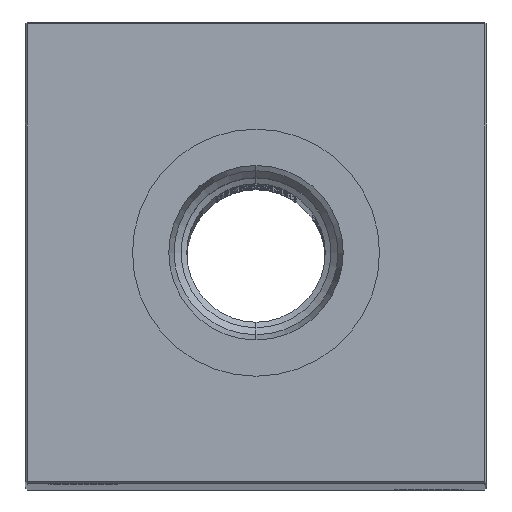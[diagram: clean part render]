
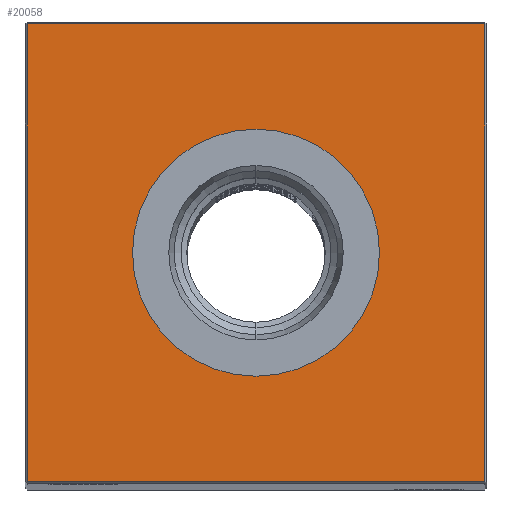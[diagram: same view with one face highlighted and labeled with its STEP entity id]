
A CAD part, top view. The second image highlights one B-rep face of the part: STEP entity #20058.
In plain terms, the highlighted planar face has unit normal (0, 0, 1).
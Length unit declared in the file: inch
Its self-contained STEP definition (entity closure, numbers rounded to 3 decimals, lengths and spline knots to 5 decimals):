
#4478 = CARTESIAN_POINT ( 'NONE',  ( 0., 0.66929, 20.5 ) ) ;
#4606 = FACE_OUTER_BOUND ( 'NONE', #9462, .T. ) ;
#6556 = ORIENTED_EDGE ( 'NONE', *, *, #32288, .T. ) ;
#7116 = DIRECTION ( 'NONE',  ( -1., 0., 0. ) ) ;
#7932 = ORIENTED_EDGE ( 'NONE', *, *, #31297, .T. ) ;
#8169 = VERTEX_POINT ( 'NONE', #4478 ) ;
#8502 = CARTESIAN_POINT ( 'NONE',  ( 0., 1.24, 20.5 ) ) ;
#8878 = ORIENTED_EDGE ( 'NONE', *, *, #19745, .T. ) ;
#9119 = CARTESIAN_POINT ( 'NONE',  ( 0., 0., 20.5 ) ) ;
#9462 = EDGE_LOOP ( 'NONE', ( #6556, #27201, #30057, #7932 ) ) ;
#10717 = VECTOR ( 'NONE', #26902, 39.37008 ) ;
#11389 = CARTESIAN_POINT ( 'NONE',  ( 0., 0., 20.5 ) ) ;
#11556 = PLANE ( 'NONE',  #27499 ) ;
#11614 = AXIS2_PLACEMENT_3D ( 'NONE', #9119, #29166, #7116 ) ;
#11635 = VECTOR ( 'NONE', #12542, 39.37008 ) ;
#11876 = DIRECTION ( 'NONE',  ( -1., 0., 0. ) ) ;
#12100 = EDGE_CURVE ( 'NONE', #17149, #27286, #22969, .T. ) ;
#12232 = EDGE_LOOP ( 'NONE', ( #25422, #8878 ) ) ;
#12540 = DIRECTION ( 'NONE',  ( 1., 0., 0. ) ) ;
#12542 = DIRECTION ( 'NONE',  ( 0., 1., 0. ) ) ;
#12560 = VERTEX_POINT ( 'NONE', #19722 ) ;
#14432 = AXIS2_PLACEMENT_3D ( 'NONE', #23635, #31237, #18676 ) ;
#14687 = CARTESIAN_POINT ( 'NONE',  ( -1.24, -1.24, 20.5 ) ) ;
#14794 = CIRCLE ( 'NONE', #11614, 0.66929 ) ;
#15358 = CARTESIAN_POINT ( 'NONE',  ( 0., -1.24, 20.5 ) ) ;
#15732 = EDGE_CURVE ( 'NONE', #27286, #17379, #32573, .T. ) ;
#16703 = FACE_BOUND ( 'NONE', #12232, .T. ) ;
#17149 = VERTEX_POINT ( 'NONE', #14687 ) ;
#17379 = VERTEX_POINT ( 'NONE', #18327 ) ;
#17692 = CARTESIAN_POINT ( 'NONE',  ( 1.24, 0., 20.5 ) ) ;
#18327 = CARTESIAN_POINT ( 'NONE',  ( 1.24, 1.24, 20.5 ) ) ;
#18676 = DIRECTION ( 'NONE',  ( -1., 0., 0. ) ) ;
#18915 = CARTESIAN_POINT ( 'NONE',  ( 0., -0.66929, 20.5 ) ) ;
#19722 = CARTESIAN_POINT ( 'NONE',  ( -1.24, 1.24, 20.5 ) ) ;
#19745 = EDGE_CURVE ( 'NONE', #24456, #8169, #14794, .T. ) ;
#20058 = ADVANCED_FACE ( 'NONE', ( #4606, #16703 ), #11556, .F. ) ;
#21005 = VECTOR ( 'NONE', #12540, 39.37008 ) ;
#21995 = DIRECTION ( 'NONE',  ( 0., 0., -1. ) ) ;
#22969 = LINE ( 'NONE', #15358, #21005 ) ;
#23635 = CARTESIAN_POINT ( 'NONE',  ( 0., 0., 20.5 ) ) ;
#24456 = VERTEX_POINT ( 'NONE', #18915 ) ;
#25422 = ORIENTED_EDGE ( 'NONE', *, *, #31794, .T. ) ;
#26029 = VECTOR ( 'NONE', #32329, 39.37008 ) ;
#26902 = DIRECTION ( 'NONE',  ( -1., 0., 0. ) ) ;
#27201 = ORIENTED_EDGE ( 'NONE', *, *, #12100, .T. ) ;
#27272 = CARTESIAN_POINT ( 'NONE',  ( 1.24, -1.24, 20.5 ) ) ;
#27286 = VERTEX_POINT ( 'NONE', #27272 ) ;
#27388 = LINE ( 'NONE', #32170, #26029 ) ;
#27499 = AXIS2_PLACEMENT_3D ( 'NONE', #11389, #21995, #11876 ) ;
#28713 = CIRCLE ( 'NONE', #14432, 0.66929 ) ;
#29166 = DIRECTION ( 'NONE',  ( 0., 0., -1. ) ) ;
#30057 = ORIENTED_EDGE ( 'NONE', *, *, #15732, .T. ) ;
#31184 = LINE ( 'NONE', #8502, #10717 ) ;
#31237 = DIRECTION ( 'NONE',  ( 0., 0., -1. ) ) ;
#31297 = EDGE_CURVE ( 'NONE', #17379, #12560, #31184, .T. ) ;
#31794 = EDGE_CURVE ( 'NONE', #8169, #24456, #28713, .T. ) ;
#32170 = CARTESIAN_POINT ( 'NONE',  ( -1.24, 0., 20.5 ) ) ;
#32288 = EDGE_CURVE ( 'NONE', #12560, #17149, #27388, .T. ) ;
#32329 = DIRECTION ( 'NONE',  ( 0., -1., 0. ) ) ;
#32573 = LINE ( 'NONE', #17692, #11635 ) ;
